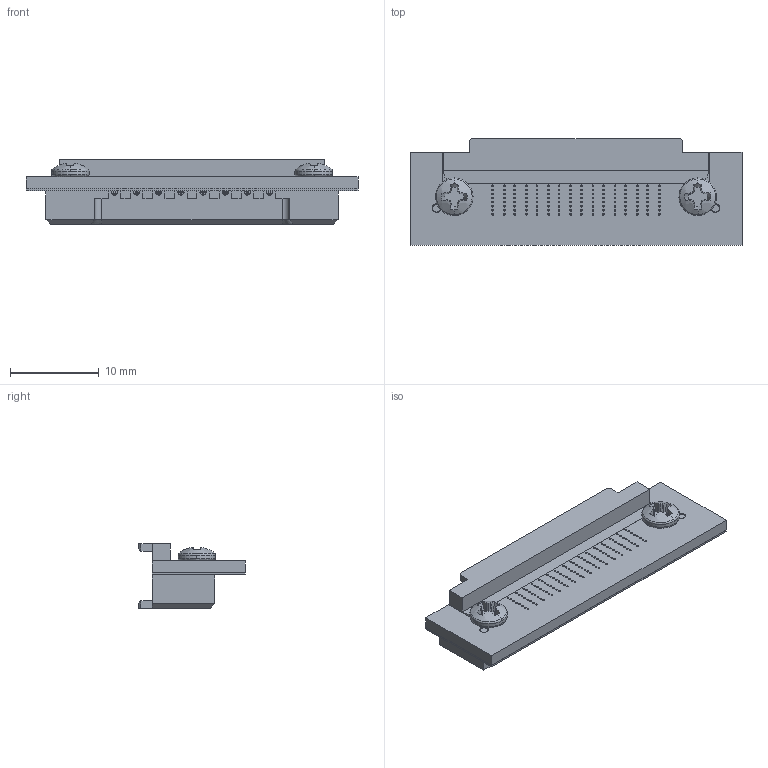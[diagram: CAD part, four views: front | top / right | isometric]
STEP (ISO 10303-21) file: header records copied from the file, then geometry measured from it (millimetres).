
FILE_DESCRIPTION (( 'STEP AP203' ), '1' );
FILE_NAME ('CHB2S08ELXX.STEP', '2019-10-08T20:34:49', ( '' ), ( '' ), 'SwSTEP 2.0', 'SolidWorks 2017', '' );
FILE_SCHEMA (( 'CONFIG_CONTROL_DESIGN' ));
Length unit declared in the file: inch
Products named in the file (7): C6729-1; CHB2S08ELXX; C6728-2_C6653-2; CHB2S-EL-CPW-PCB_8X; 4729HCEL-XXX_4729HCEL-108; C6341-1; C6730-XXX_C6730-108
Assembly tree (21 placements, depth 3):
  CHB2S08ELXX
    4729HCEL-XXX_4729HCEL-108
      C6728-2_C6653-2  x8
      C6729-1  x8
      C6730-XXX_C6730-108
    C6341-1  x2
    CHB2S-EL-CPW-PCB_8X
Bounding box: 37.5 x 12.03 x 7.27 mm (x, y, z)
Volume: 1382.5 mm3; surface area: 3767.8 mm2
Topology: 39 solids, 39 shells, 1907 faces, 5124 edges, 3362 vertices
Faces by surface type: cylinder 1406, plane 381, cone 102, bspline 18
Entity records: 55607 total; most frequent: CARTESIAN_POINT 10265, DIRECTION 9721, ORIENTED_EDGE 8708, EDGE_CURVE 4354, AXIS2_PLACEMENT_3D 3927, VERTEX_POINT 2876, EDGE_LOOP 2660, CIRCLE 2357
